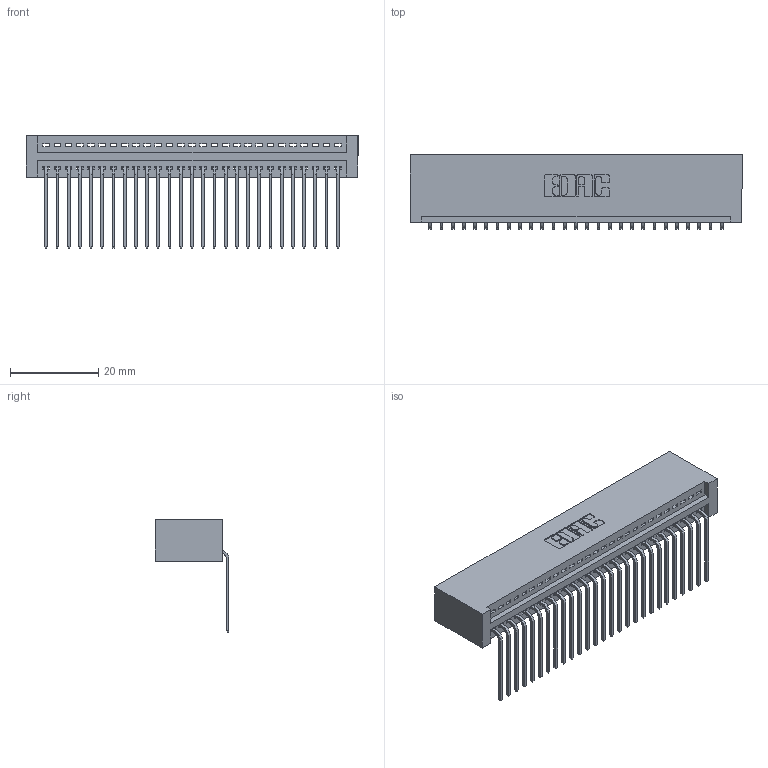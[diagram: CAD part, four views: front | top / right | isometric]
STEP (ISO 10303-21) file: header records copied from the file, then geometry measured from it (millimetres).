
FILE_DESCRIPTION (( 'STEP AP203' ), '1' );
FILE_NAME ('395-027-559-101.STEP', '2018-11-10T06:57:40', ( '' ), ( '' ), 'SwSTEP 2.0', 'SolidWorks 2016', '' );
FILE_SCHEMA (( 'CONFIG_CONTROL_DESIGN' ));
Length unit declared in the file: inch
Products named in the file (3): 345 Part_No Mounting Lugs; 345-292-001_558 559 Tail - 1; 395-027-559-101
Assembly tree (28 placements, depth 2):
  395-027-559-101
    345 Part_No Mounting Lugs
    345-292-001_558 559 Tail - 1  x27
Bounding box: 75.18 x 16.75 x 25.53 mm (x, y, z)
Volume: 7692.5 mm3; surface area: 10737.5 mm2
Topology: 28 solids, 28 shells, 1738 faces, 5231 edges, 3450 vertices
Faces by surface type: plane 1210, cylinder 528
Entity records: 22147 total; most frequent: CARTESIAN_POINT 3845, ORIENTED_EDGE 3806, DIRECTION 3373, EDGE_CURVE 1903, VECTOR 1671, LINE 1671, VERTEX_POINT 1266, AXIS2_PLACEMENT_3D 851
